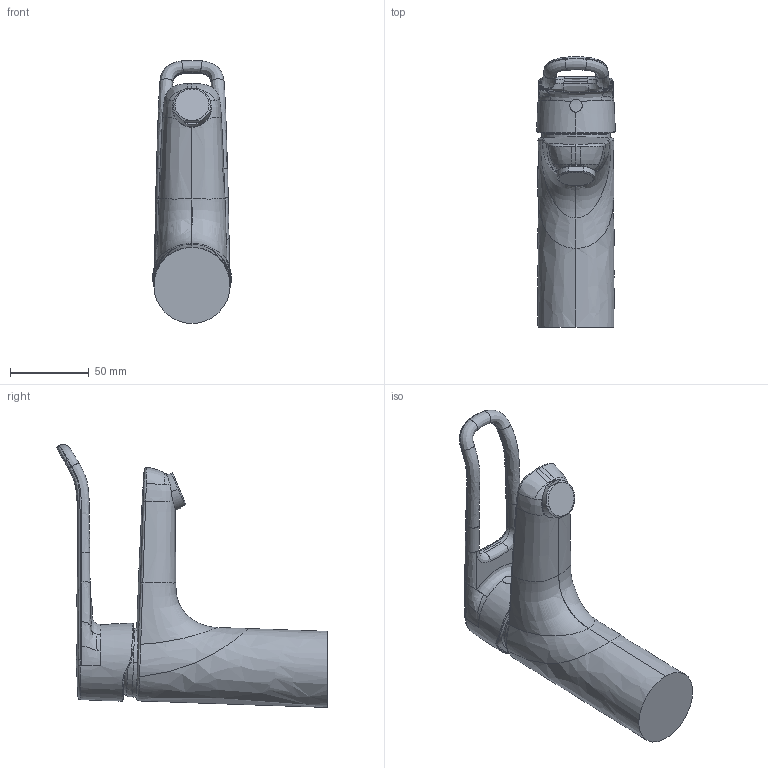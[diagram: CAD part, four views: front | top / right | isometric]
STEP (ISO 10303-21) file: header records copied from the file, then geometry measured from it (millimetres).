
FILE_DESCRIPTION (( 'STEP AP203' ), '1' );
FILE_NAME ('5791F(2020)+46022286(2020).STEP', '2021-10-21T13:53:05', ( '' ), ( '' ), 'SwSTEP 2.0', 'SolidWorks 2016', '' );
FILE_SCHEMA (( 'CONFIG_CONTROL_DESIGN' ));
Products named in the file (1): 5791F(2020)+46022286(2020)
Bounding box: 49.76 x 171.08 x 166.49 mm (x, y, z)
Volume: 391168.8 mm3; surface area: 46465.2 mm2
Topology: 1 solids, 1 shells, 118 faces, 306 edges, 191 vertices
Faces by surface type: bspline 100, plane 8, cylinder 5, sphere 3, cone 2
Entity records: 35997 total; most frequent: CARTESIAN_POINT 33856, ORIENTED_EDGE 612, EDGE_CURVE 306, B_SPLINE_CURVE_WITH_KNOTS 241, VERTEX_POINT 191, DIRECTION 133, EDGE_LOOP 121, FACE_OUTER_BOUND 118
